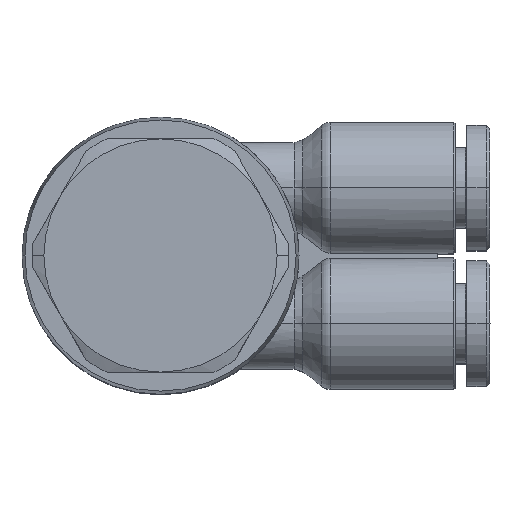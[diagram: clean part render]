
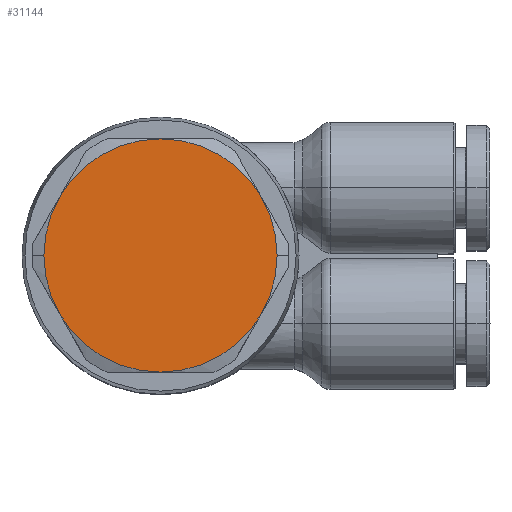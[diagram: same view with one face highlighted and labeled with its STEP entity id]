
A CAD part, top view. The second image highlights one B-rep face of the part: STEP entity #31144.
In plain terms, the highlighted planar face has unit normal (0, 0, 1).
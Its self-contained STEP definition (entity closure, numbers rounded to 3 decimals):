
#3343=CARTESIAN_POINT('',(-8.,4.65,12.0));
#3344=VERTEX_POINT('',#3343);
#3352=CARTESIAN_POINT('',(-6.928,0.65,12.));
#3353=VERTEX_POINT('',#3352);
#3367=CARTESIAN_POINT('',(0.,4.65,12.));
#3368=DIRECTION('',(0.0,0.0,1.0));
#3369=DIRECTION('',(1.0,0.0,0.0));
#3370=AXIS2_PLACEMENT_3D('',#3367,#3368,#3369);
#3371=CIRCLE('',#3370,8.);
#3372=EDGE_CURVE('',#3344,#3353,#3371,.T.);
#3382=CARTESIAN_POINT('',(8.,4.65,12.));
#3383=VERTEX_POINT('',#3382);
#3390=CARTESIAN_POINT('',(6.928,0.65,12.));
#3391=VERTEX_POINT('',#3390);
#3392=CARTESIAN_POINT('',(0.,4.65,12.));
#3393=DIRECTION('',(0.0,0.0,1.0));
#3394=DIRECTION('',(1.0,0.0,0.0));
#3395=AXIS2_PLACEMENT_3D('',#3392,#3393,#3394);
#3396=CIRCLE('',#3395,8.);
#3397=EDGE_CURVE('',#3391,#3383,#3396,.T.);
#30538=CARTESIAN_POINT('',(6.928,8.65,12.));
#30539=VERTEX_POINT('',#30538);
#30562=CARTESIAN_POINT('',(0.,12.65,12.));
#30563=VERTEX_POINT('',#30562);
#30577=CARTESIAN_POINT('',(0.,4.65,12.));
#30578=DIRECTION('',(0.0,0.0,1.0));
#30579=DIRECTION('',(1.0,0.0,0.0));
#30580=AXIS2_PLACEMENT_3D('',#30577,#30578,#30579);
#30581=CIRCLE('',#30580,8.);
#30582=EDGE_CURVE('',#30539,#30563,#30581,.T.);
#30615=CARTESIAN_POINT('',(0.,4.65,12.));
#30616=DIRECTION('',(0.0,0.0,1.0));
#30617=DIRECTION('',(1.0,0.0,0.0));
#30618=AXIS2_PLACEMENT_3D('',#30615,#30616,#30617);
#30619=CIRCLE('',#30618,8.);
#30620=EDGE_CURVE('',#3383,#30539,#30619,.T.);
#30632=CARTESIAN_POINT('',(0.,-3.35,12.));
#30633=VERTEX_POINT('',#30632);
#30669=CARTESIAN_POINT('',(0.,4.65,12.));
#30670=DIRECTION('',(0.0,0.0,1.0));
#30671=DIRECTION('',(1.0,0.0,0.0));
#30672=AXIS2_PLACEMENT_3D('',#30669,#30670,#30671);
#30673=CIRCLE('',#30672,8.);
#30674=EDGE_CURVE('',#30633,#3391,#30673,.T.);
#30699=CARTESIAN_POINT('',(0.,4.65,12.));
#30700=DIRECTION('',(0.0,0.0,1.0));
#30701=DIRECTION('',(1.0,0.0,0.0));
#30702=AXIS2_PLACEMENT_3D('',#30699,#30700,#30701);
#30703=CIRCLE('',#30702,8.);
#30704=EDGE_CURVE('',#3353,#30633,#30703,.T.);
#30737=CARTESIAN_POINT('',(-6.928,8.65,12.));
#30738=VERTEX_POINT('',#30737);
#30739=CARTESIAN_POINT('',(0.,4.65,12.));
#30740=DIRECTION('',(0.0,0.0,1.0));
#30741=DIRECTION('',(1.0,0.0,0.0));
#30742=AXIS2_PLACEMENT_3D('',#30739,#30740,#30741);
#30743=CIRCLE('',#30742,8.);
#30744=EDGE_CURVE('',#30738,#3344,#30743,.T.);
#30791=CARTESIAN_POINT('',(0.,4.65,12.));
#30792=DIRECTION('',(0.0,0.0,1.0));
#30793=DIRECTION('',(1.0,0.0,0.0));
#30794=AXIS2_PLACEMENT_3D('',#30791,#30792,#30793);
#30795=CIRCLE('',#30794,8.);
#30796=EDGE_CURVE('',#30563,#30738,#30795,.T.);
#31129=CARTESIAN_POINT('',(4.75,4.65,12.));
#31130=DIRECTION('',(0.0,0.0,1.0));
#31131=DIRECTION('',(-1.0,0.0,0.0));
#31132=AXIS2_PLACEMENT_3D('',#31129,#31130,#31131);
#31133=PLANE('',#31132);
#31134=ORIENTED_EDGE('',*,*,#30796,.T.);
#31135=ORIENTED_EDGE('',*,*,#30744,.T.);
#31136=ORIENTED_EDGE('',*,*,#3372,.T.);
#31137=ORIENTED_EDGE('',*,*,#30704,.T.);
#31138=ORIENTED_EDGE('',*,*,#30674,.T.);
#31139=ORIENTED_EDGE('',*,*,#3397,.T.);
#31140=ORIENTED_EDGE('',*,*,#30620,.T.);
#31141=ORIENTED_EDGE('',*,*,#30582,.T.);
#31142=EDGE_LOOP('',(#31134,#31135,#31136,#31137,#31138,#31139,#31140,#31141));
#31143=FACE_OUTER_BOUND('',#31142,.T.);
#31144=ADVANCED_FACE('',(#31143),#31133,.T.);
